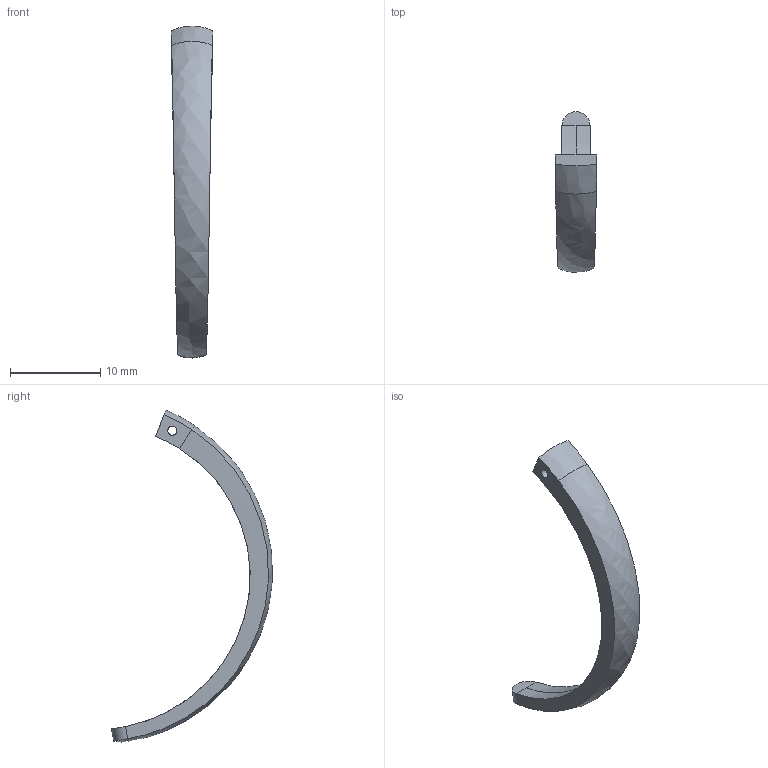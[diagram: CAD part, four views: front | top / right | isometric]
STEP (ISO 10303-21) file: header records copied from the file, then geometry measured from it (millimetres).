
FILE_DESCRIPTION(/* description */ (''),/* implementation_level */ '2;1');
FILE_NAME(/* name */ 'Armband.stp',/* time_stamp */ '2021-03-09T14:24:49+01:00',/* author */ ('Bergi'),/* organization */ (''),/* preprocessor_version */ 'ST-DEVELOPER v17',/* originating_system */ 'Autodesk Inventor 2019',/* authorisation */ '');
FILE_SCHEMA (('AUTOMOTIVE_DESIGN { 1 0 10303 214 3 1 1 }'));
Length unit declared in the file: millimetre
Products named in the file (1): Armband
Bounding box: 4.6 x 17.79 x 36.75 mm (x, y, z)
Volume: 416 mm3; surface area: 586 mm2
Topology: 1 solids, 1 shells, 15 faces, 35 edges, 21 vertices
Faces by surface type: bspline 10, plane 2, cylinder 2, sphere 1
Full cylindrical faces by diameter (mm): 1 x1
Entity records: 1424 total; most frequent: CARTESIAN_POINT 1088, ORIENTED_EDGE 70, DIRECTION 40, EDGE_CURVE 35, VERTEX_POINT 22, EDGE_LOOP 17, FACE_OUTER_BOUND 15, ADVANCED_FACE 15
